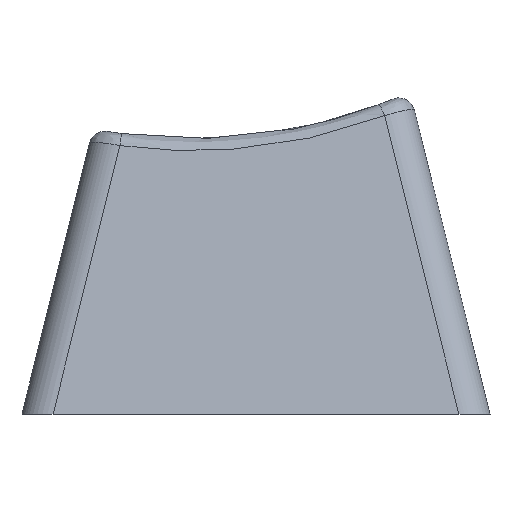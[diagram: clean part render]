
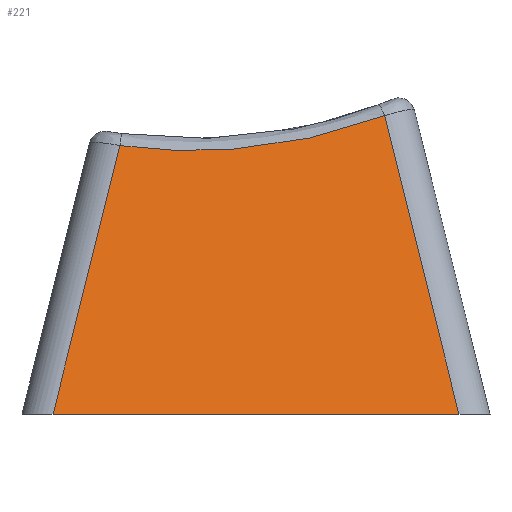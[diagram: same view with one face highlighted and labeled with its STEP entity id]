
A CAD part, left-side view. The second image highlights one B-rep face of the part: STEP entity #221.
In plain terms, the highlighted planar face has unit normal (-0.97, 0, 0.241).
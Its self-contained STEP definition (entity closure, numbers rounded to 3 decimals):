
#181=CARTESIAN_POINT('',(33.496,-56.025,2.145));
#182=DIRECTION('',(-0.97,-0.,0.242));
#183=DIRECTION('',(-0.242,0.,-0.97));
#184=AXIS2_PLACEMENT_3D('',#181,#182,#183);
#185=PLANE('',#184);
#186=CARTESIAN_POINT('',(35.867,-61.057,11.67));
#187=VERTEX_POINT('',#186);
#188=CARTESIAN_POINT('',(35.576,-50.701,10.498));
#189=VERTEX_POINT('',#188);
#190=CARTESIAN_POINT('',(40.765,-53.585,31.348));
#191=DIRECTION('',(0.97,0.,-0.242));
#192=DIRECTION('',(0.242,-0.,0.97));
#193=AXIS2_PLACEMENT_3D('',#190,#191,#192);
#194=ELLIPSE('',#193,21.691,21.049);
#195=EDGE_CURVE('',#187,#189,#194,.T.);
#196=ORIENTED_EDGE('',*,*,#195,.T.);
#197=CARTESIAN_POINT('',(32.962,-48.088,0.));
#198=VERTEX_POINT('',#197);
#199=CARTESIAN_POINT('',(35.576,-50.701,10.498));
#200=DIRECTION('',(-0.235,0.235,-0.943));
#201=VECTOR('',#200,11.13);
#202=LINE('',#199,#201);
#203=EDGE_CURVE('',#189,#198,#202,.T.);
#204=ORIENTED_EDGE('',*,*,#203,.T.);
#205=CARTESIAN_POINT('',(32.962,-63.962,0.));
#206=VERTEX_POINT('',#205);
#207=CARTESIAN_POINT('',(32.962,-48.088,0.));
#208=DIRECTION('',(-0.,-1.,0.));
#209=VECTOR('',#208,15.874);
#210=LINE('',#207,#209);
#211=EDGE_CURVE('',#198,#206,#210,.T.);
#212=ORIENTED_EDGE('',*,*,#211,.T.);
#213=CARTESIAN_POINT('',(32.962,-63.962,0.));
#214=DIRECTION('',(0.235,0.235,0.943));
#215=VECTOR('',#214,12.372);
#216=LINE('',#213,#215);
#217=EDGE_CURVE('',#206,#187,#216,.T.);
#218=ORIENTED_EDGE('',*,*,#217,.T.);
#219=EDGE_LOOP('',(#196,#204,#212,#218));
#220=FACE_BOUND('',#219,.T.);
#221=ADVANCED_FACE('',(#220),#185,.T.);
